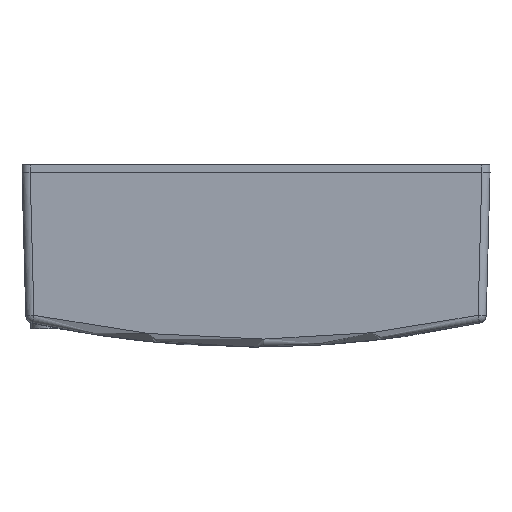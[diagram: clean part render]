
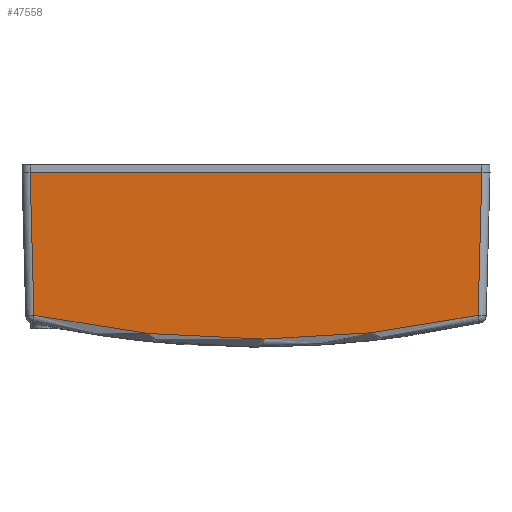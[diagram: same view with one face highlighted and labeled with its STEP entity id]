
A CAD part, front view. The second image highlights one B-rep face of the part: STEP entity #47558.
In plain terms, the highlighted face is planar.
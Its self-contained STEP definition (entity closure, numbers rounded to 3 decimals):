
#40564=DIRECTION('',(-1.,0.,0.));
#40565=VECTOR('',#40564,276.803);
#40566=CARTESIAN_POINT('',(138.402,360.5,0.));
#40567=LINE('',#40566,#40565);
#40735=DIRECTION('',(-0.026,-0.026,-0.999));
#40736=VECTOR('',#40735,87.697);
#40737=CARTESIAN_POINT('',(138.402,360.5,0.));
#40738=LINE('',#40737,#40736);
#40742=DIRECTION('',(-0.026,0.026,0.999));
#40743=VECTOR('',#40742,87.697);
#40744=CARTESIAN_POINT('',(-136.107,358.204,
-87.637));
#40745=LINE('',#40744,#40743);
#40749=CARTESIAN_POINT('',(136.107,358.204,
-87.637));
#40750=CARTESIAN_POINT('',(121.19,358.12,
-90.873));
#40751=CARTESIAN_POINT('',(91.212,357.979,
-96.266));
#40752=CARTESIAN_POINT('',(45.714,357.851,
-101.146));
#40753=CARTESIAN_POINT('',(0.,357.809,
-102.773));
#40754=CARTESIAN_POINT('',(-45.714,357.851,
-101.146));
#40755=CARTESIAN_POINT('',(-91.212,357.979,
-96.266));
#40756=CARTESIAN_POINT('',(-121.19,358.12,
-90.873));
#40757=CARTESIAN_POINT('',(-136.107,358.204,
-87.637));
#44477=CARTESIAN_POINT('',(138.402,360.5,0.));
#44478=CARTESIAN_POINT('',(136.107,358.204,
-87.637));
#44479=VERTEX_POINT('',#44477);
#44480=VERTEX_POINT('',#44478);
#44481=VERTEX_POINT('',#40757);
#44482=CARTESIAN_POINT('',(-138.402,360.5,0.));
#44483=VERTEX_POINT('',#44482);
#47547=CARTESIAN_POINT('',(0.,360.5,0.));
#47548=DIRECTION('',(0.,1.,-0.026));
#47549=DIRECTION('',(0.,-0.026,-1.));
#47550=AXIS2_PLACEMENT_3D('',#47547,#47548,#47549);
#47551=PLANE('',#47550);
#47552=ORIENTED_EDGE('',*,*,#47288,.F.);
#47553=ORIENTED_EDGE('',*,*,#47317,.T.);
#47554=ORIENTED_EDGE('',*,*,#47495,.F.);
#47555=ORIENTED_EDGE('',*,*,#47531,.F.);
#47556=EDGE_LOOP('',(#47552,#47553,#47554,#47555));
#47557=FACE_OUTER_BOUND('',#47556,.F.);
#40758=B_SPLINE_CURVE_WITH_KNOTS('',3,(#40749,#40750,#40751,#40752,#40753,
#40754,#40755,#40756,#40757),.UNSPECIFIED.,.F.,.F.,(4,1,1,1,1,1,4),(0.,
0.167,0.333,0.5,0.667,0.833,
1.),.UNSPECIFIED.);
#47288=EDGE_CURVE('',#44479,#44480,#40738,.T.);
#47317=EDGE_CURVE('',#44479,#44483,#40567,.T.);
#47495=EDGE_CURVE('',#44481,#44483,#40745,.T.);
#47531=EDGE_CURVE('',#44480,#44481,#40758,.T.);
#47558=ADVANCED_FACE('',(#47557),#47551,.T.);
